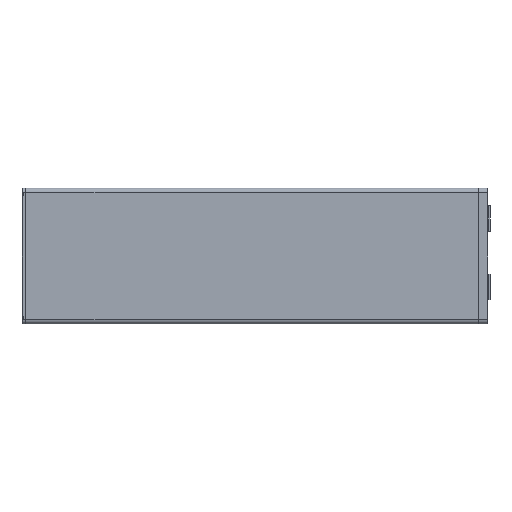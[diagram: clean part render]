
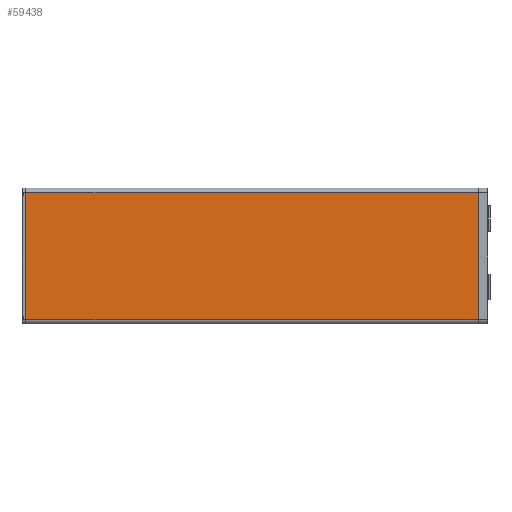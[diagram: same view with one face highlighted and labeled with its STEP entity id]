
A CAD part, left-side view. The second image highlights one B-rep face of the part: STEP entity #59438.
In plain terms, the highlighted planar face has unit normal (-1, 0, 0).
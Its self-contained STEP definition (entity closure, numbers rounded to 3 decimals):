
#5206 = CARTESIAN_POINT ( 'NONE',  ( -37.5, 357., -101.5 ) ) ;
#26732 = VERTEX_POINT ( 'NONE', #27721 ) ;
#27721 = CARTESIAN_POINT ( 'NONE',  ( -37.5, 7., -3.5 ) ) ;
#30124 = ORIENTED_EDGE ( 'NONE', *, *, #89345, .T. ) ;
#33167 = VERTEX_POINT ( 'NONE', #137807 ) ;
#38666 = CARTESIAN_POINT ( 'NONE',  ( -37.5, 357., -3.5 ) ) ;
#43240 = VERTEX_POINT ( 'NONE', #150177 ) ;
#43946 = VECTOR ( 'NONE', #74057, 1000. ) ;
#46855 = AXIS2_PLACEMENT_3D ( 'NONE', #38666, #52107, #74210 ) ;
#50607 = ORIENTED_EDGE ( 'NONE', *, *, #53694, .T. ) ;
#52107 = DIRECTION ( 'NONE',  ( -1., 0., 0. ) ) ;
#53694 = EDGE_CURVE ( 'NONE', #126567, #33167, #91577, .T. ) ;
#59188 = CARTESIAN_POINT ( 'NONE',  ( -37.5, 357., -3.5 ) ) ;
#59438 = ADVANCED_FACE ( 'NONE', ( #133369 ), #63935, .T. ) ;
#63935 = PLANE ( 'NONE',  #46855 ) ;
#67140 = DIRECTION ( 'NONE',  ( 0., 0., -1. ) ) ;
#70820 = VECTOR ( 'NONE', #67140, 1000. ) ;
#73733 = EDGE_CURVE ( 'NONE', #43240, #26732, #110346, .T. ) ;
#74057 = DIRECTION ( 'NONE',  ( 0., 0., 1. ) ) ;
#74210 = DIRECTION ( 'NONE',  ( 0., -1., 0. ) ) ;
#81521 = EDGE_LOOP ( 'NONE', ( #146998, #104377, #50607, #30124 ) ) ;
#89345 = EDGE_CURVE ( 'NONE', #33167, #43240, #125182, .T. ) ;
#91161 = CARTESIAN_POINT ( 'NONE',  ( -37.5, 357., -3.5 ) ) ;
#91577 = LINE ( 'NONE', #103412, #70820 ) ;
#94709 = DIRECTION ( 'NONE',  ( 0., 1., 0. ) ) ;
#103409 = VECTOR ( 'NONE', #94709, 1000. ) ;
#103412 = CARTESIAN_POINT ( 'NONE',  ( -37.5, 357., -3.5 ) ) ;
#104377 = ORIENTED_EDGE ( 'NONE', *, *, #142788, .T. ) ;
#109107 = VECTOR ( 'NONE', #112567, 1000. ) ;
#110346 = LINE ( 'NONE', #124524, #43946 ) ;
#112567 = DIRECTION ( 'NONE',  ( 0., -1., 0. ) ) ;
#124524 = CARTESIAN_POINT ( 'NONE',  ( -37.5, 7., -3.5 ) ) ;
#125182 = LINE ( 'NONE', #5206, #109107 ) ;
#126567 = VERTEX_POINT ( 'NONE', #91161 ) ;
#133369 = FACE_OUTER_BOUND ( 'NONE', #81521, .T. ) ;
#137807 = CARTESIAN_POINT ( 'NONE',  ( -37.5, 357., -101.5 ) ) ;
#142788 = EDGE_CURVE ( 'NONE', #26732, #126567, #156172, .T. ) ;
#146998 = ORIENTED_EDGE ( 'NONE', *, *, #73733, .T. ) ;
#150177 = CARTESIAN_POINT ( 'NONE',  ( -37.5, 7., -101.5 ) ) ;
#156172 = LINE ( 'NONE', #59188, #103409 ) ;
